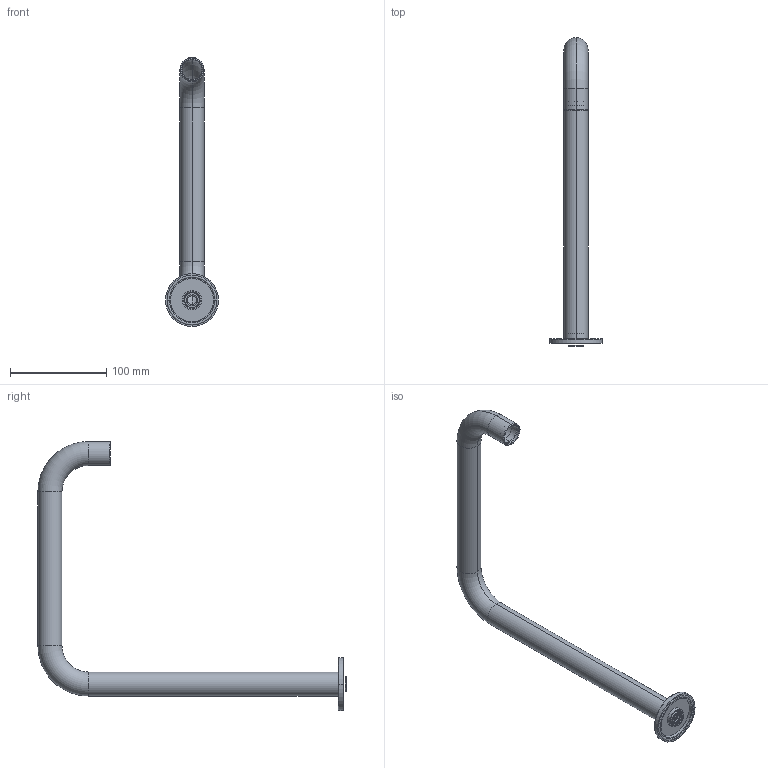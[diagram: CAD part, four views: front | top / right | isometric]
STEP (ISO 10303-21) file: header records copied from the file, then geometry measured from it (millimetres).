
FILE_DESCRIPTION((''),'2;1');
FILE_NAME('C7601_ASM','2024-10-17T10:59:43',('PC'),(''),'CREO PARAMETRIC BY PTC INC, 2024063','CREO PARAMETRIC BY PTC INC, 2024063','');
FILE_SCHEMA(('CONFIG_CONTROL_DESIGN','SHAPE_APPEARANCE_LAYERS_GROUPS'));
Length unit declared in the file: millimetre
Products named in the file (9): 962408; 9430104; 9430101; 940047; 940252; 971267-1; 971007-3; 971267_ASM; C7601_ASM
Assembly tree (9 placements, depth 3):
  C7601_ASM
    962408
    9430104
    9430101
    940047  x2
    940252
    971267_ASM
      971267-1
      971007-3
Bounding box: 55 x 320.8 x 280 mm (x, y, z)
Volume: 50304.8 mm3; surface area: 96475.8 mm2
Topology: 8 solids, 8 shells, 113 faces, 237 edges, 143 vertices
Faces by surface type: cylinder 50, torus 26, plane 20, cone 12, bspline 5
Entity records: 4669 total; most frequent: CARTESIAN_POINT 1393, DIRECTION 602, ORIENTED_EDGE 458, AXIS2_PLACEMENT_3D 267, EDGE_CURVE 229, PRESENTATION_STYLE_ASSIGNMENT 195, STYLED_ITEM 195, CURVE_STYLE 189
